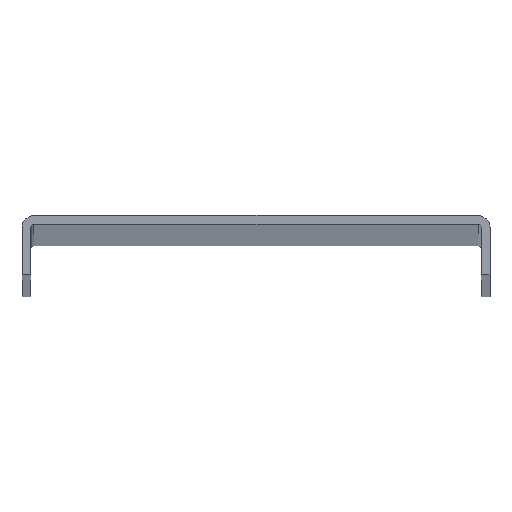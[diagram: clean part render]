
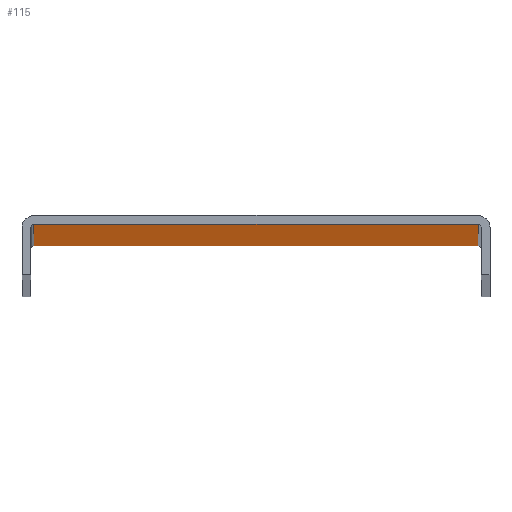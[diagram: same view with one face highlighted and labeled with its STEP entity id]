
A CAD part, top view. The second image highlights one B-rep face of the part: STEP entity #115.
In plain terms, the highlighted planar face has unit normal (0, -1, 0).
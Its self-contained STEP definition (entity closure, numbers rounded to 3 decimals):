
#11 = ORIENTED_EDGE ( 'NONE', *, *, #522, .T. ) ;
#13 = LINE ( 'NONE', #383, #346 ) ;
#51 = LINE ( 'NONE', #295, #62 ) ;
#62 = VECTOR ( 'NONE', #296, 1000. ) ;
#115 = ADVANCED_FACE ( 'NONE', ( #185 ), #504, .T. ) ;
#129 = VERTEX_POINT ( 'NONE', #479 ) ;
#130 = LINE ( 'NONE', #339, #270 ) ;
#139 = ORIENTED_EDGE ( 'NONE', *, *, #425, .F. ) ;
#143 = ORIENTED_EDGE ( 'NONE', *, *, #623, .F. ) ;
#182 = VERTEX_POINT ( 'NONE', #420 ) ;
#185 = FACE_OUTER_BOUND ( 'NONE', #412, .T. ) ;
#214 = LINE ( 'NONE', #221, #238 ) ;
#219 = DIRECTION ( 'NONE',  ( -1., 0., 0. ) ) ;
#221 = CARTESIAN_POINT ( 'NONE',  ( 72.6, 92.2, -1500. ) ) ;
#232 = CARTESIAN_POINT ( 'NONE',  ( 1.4, 92.2, -1500. ) ) ;
#238 = VECTOR ( 'NONE', #219, 1000. ) ;
#270 = VECTOR ( 'NONE', #336, 1000. ) ;
#295 = CARTESIAN_POINT ( 'NONE',  ( 1.4, 92.2, 500. ) ) ;
#296 = DIRECTION ( 'NONE',  ( 0., 0., -1. ) ) ;
#303 = ORIENTED_EDGE ( 'NONE', *, *, #337, .T. ) ;
#336 = DIRECTION ( 'NONE',  ( 1., 0., 0. ) ) ;
#337 = EDGE_CURVE ( 'NONE', #410, #182, #13, .T. ) ;
#339 = CARTESIAN_POINT ( 'NONE',  ( 59.557, 92.2, 500. ) ) ;
#343 = CARTESIAN_POINT ( 'NONE',  ( 72.6, 92.2, -1500. ) ) ;
#346 = VECTOR ( 'NONE', #397, 1000. ) ;
#383 = CARTESIAN_POINT ( 'NONE',  ( 72.6, 92.2, 500. ) ) ;
#397 = DIRECTION ( 'NONE',  ( 0., 0., 1. ) ) ;
#410 = VERTEX_POINT ( 'NONE', #343 ) ;
#412 = EDGE_LOOP ( 'NONE', ( #11, #143, #303, #139 ) ) ;
#420 = CARTESIAN_POINT ( 'NONE',  ( 72.6, 92.2, 500. ) ) ;
#425 = EDGE_CURVE ( 'NONE', #129, #182, #130, .T. ) ;
#479 = CARTESIAN_POINT ( 'NONE',  ( 1.4, 92.2, 500. ) ) ;
#486 = DIRECTION ( 'NONE',  ( 0., 0., -1. ) ) ;
#487 = DIRECTION ( 'NONE',  ( 0., -1., 0. ) ) ;
#488 = CARTESIAN_POINT ( 'NONE',  ( 1.4, 92.2, 500. ) ) ;
#504 = PLANE ( 'NONE',  #526 ) ;
#522 = EDGE_CURVE ( 'NONE', #129, #579, #51, .T. ) ;
#526 = AXIS2_PLACEMENT_3D ( 'NONE', #488, #487, #486 ) ;
#579 = VERTEX_POINT ( 'NONE', #232 ) ;
#623 = EDGE_CURVE ( 'NONE', #410, #579, #214, .T. ) ;
